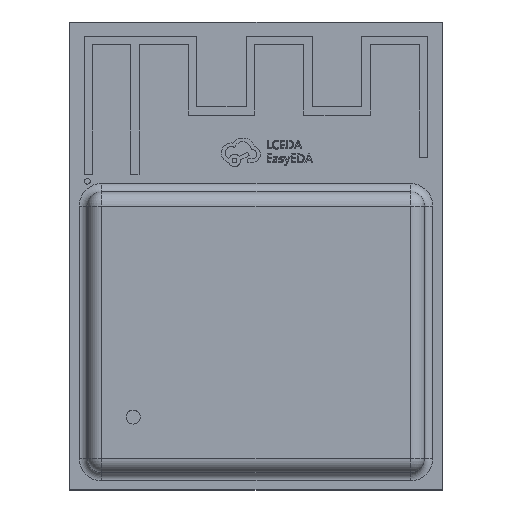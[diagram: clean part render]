
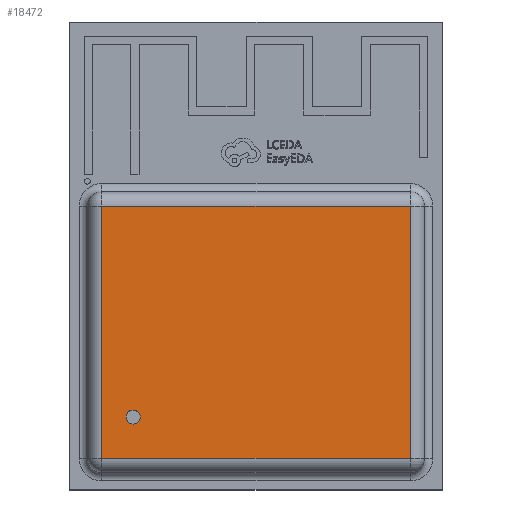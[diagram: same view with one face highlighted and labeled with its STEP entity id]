
A CAD part, top view. The second image highlights one B-rep face of the part: STEP entity #18472.
In plain terms, the highlighted planar face has unit normal (0, 0, 1).
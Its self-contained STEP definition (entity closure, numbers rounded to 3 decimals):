
#435 = DIRECTION ( 'NONE',  ( 0., -1., 0. ) ) ;
#1727 = LINE ( 'NONE', #8194, #25031 ) ;
#1879 = CARTESIAN_POINT ( 'NONE',  ( -4.356, -5.716, 2.5 ) ) ;
#2920 = FACE_OUTER_BOUND ( 'NONE', #8564, .T. ) ;
#3743 = DIRECTION ( 'NONE',  ( 0., 0., 1. ) ) ;
#4077 = AXIS2_PLACEMENT_3D ( 'NONE', #17662, #27504, #13470 ) ;
#4165 = VECTOR ( 'NONE', #435, 1000. ) ;
#5366 = PLANE ( 'NONE',  #12318 ) ;
#5512 = EDGE_LOOP ( 'NONE', ( #13988, #12412 ) ) ;
#5524 = DIRECTION ( 'NONE',  ( 1., 0., 0. ) ) ;
#6042 = ORIENTED_EDGE ( 'NONE', *, *, #7148, .T. ) ;
#6057 = CIRCLE ( 'NONE', #4077, 0.25 ) ;
#6135 = CARTESIAN_POINT ( 'NONE',  ( -5.475, -7.18, 2.5 ) ) ;
#7038 = ORIENTED_EDGE ( 'NONE', *, *, #13919, .T. ) ;
#7148 = EDGE_CURVE ( 'NONE', #14177, #7347, #16572, .T. ) ;
#7347 = VERTEX_POINT ( 'NONE', #14518 ) ;
#7769 = EDGE_CURVE ( 'NONE', #11171, #18314, #6057, .T. ) ;
#7932 = CARTESIAN_POINT ( 'NONE',  ( -5.475, 0., 2.5 ) ) ;
#8194 = CARTESIAN_POINT ( 'NONE',  ( 0., 1.77, 2.5 ) ) ;
#8564 = EDGE_LOOP ( 'NONE', ( #26222, #6042, #9748, #7038 ) ) ;
#9748 = ORIENTED_EDGE ( 'NONE', *, *, #17771, .T. ) ;
#11171 = VERTEX_POINT ( 'NONE', #20334 ) ;
#11246 = DIRECTION ( 'NONE',  ( 1., 0., 0. ) ) ;
#12318 = AXIS2_PLACEMENT_3D ( 'NONE', #19619, #29050, #15016 ) ;
#12412 = ORIENTED_EDGE ( 'NONE', *, *, #7769, .F. ) ;
#12851 = CARTESIAN_POINT ( 'NONE',  ( 0., -7.18, 2.5 ) ) ;
#13470 = DIRECTION ( 'NONE',  ( 1., 0., 0. ) ) ;
#13525 = VECTOR ( 'NONE', #28274, 1000. ) ;
#13919 = EDGE_CURVE ( 'NONE', #14057, #14746, #28879, .T. ) ;
#13988 = ORIENTED_EDGE ( 'NONE', *, *, #30018, .F. ) ;
#14057 = VERTEX_POINT ( 'NONE', #15296 ) ;
#14177 = VERTEX_POINT ( 'NONE', #21875 ) ;
#14197 = VECTOR ( 'NONE', #5524, 1000. ) ;
#14241 = CARTESIAN_POINT ( 'NONE',  ( 5.475, 0., 2.5 ) ) ;
#14518 = CARTESIAN_POINT ( 'NONE',  ( 5.475, 1.77, 2.5 ) ) ;
#14746 = VERTEX_POINT ( 'NONE', #6135 ) ;
#15016 = DIRECTION ( 'NONE',  ( -1., 0., 0. ) ) ;
#15296 = CARTESIAN_POINT ( 'NONE',  ( -5.475, 1.77, 2.5 ) ) ;
#16572 = LINE ( 'NONE', #14241, #13525 ) ;
#17486 = EDGE_CURVE ( 'NONE', #14746, #14177, #24901, .T. ) ;
#17662 = CARTESIAN_POINT ( 'NONE',  ( -4.356, -5.716, 2.5 ) ) ;
#17771 = EDGE_CURVE ( 'NONE', #7347, #14057, #1727, .T. ) ;
#18314 = VERTEX_POINT ( 'NONE', #27200 ) ;
#18472 = ADVANCED_FACE ( 'NONE', ( #23954, #2920 ), #5366, .F. ) ;
#19619 = CARTESIAN_POINT ( 'NONE',  ( 0., 0., 2.5 ) ) ;
#20334 = CARTESIAN_POINT ( 'NONE',  ( -4.606, -5.716, 2.5 ) ) ;
#21875 = CARTESIAN_POINT ( 'NONE',  ( 5.475, -7.18, 2.5 ) ) ;
#23954 = FACE_BOUND ( 'NONE', #5512, .T. ) ;
#24901 = LINE ( 'NONE', #12851, #14197 ) ;
#25031 = VECTOR ( 'NONE', #26967, 1000. ) ;
#26222 = ORIENTED_EDGE ( 'NONE', *, *, #17486, .T. ) ;
#26474 = CIRCLE ( 'NONE', #27930, 0.25 ) ;
#26967 = DIRECTION ( 'NONE',  ( -1., 0., 0. ) ) ;
#27200 = CARTESIAN_POINT ( 'NONE',  ( -4.106, -5.716, 2.5 ) ) ;
#27504 = DIRECTION ( 'NONE',  ( 0., 0., 1. ) ) ;
#27930 = AXIS2_PLACEMENT_3D ( 'NONE', #1879, #3743, #11246 ) ;
#28274 = DIRECTION ( 'NONE',  ( 0., 1., 0. ) ) ;
#28879 = LINE ( 'NONE', #7932, #4165 ) ;
#29050 = DIRECTION ( 'NONE',  ( 0., 0., -1. ) ) ;
#30018 = EDGE_CURVE ( 'NONE', #18314, #11171, #26474, .T. ) ;
